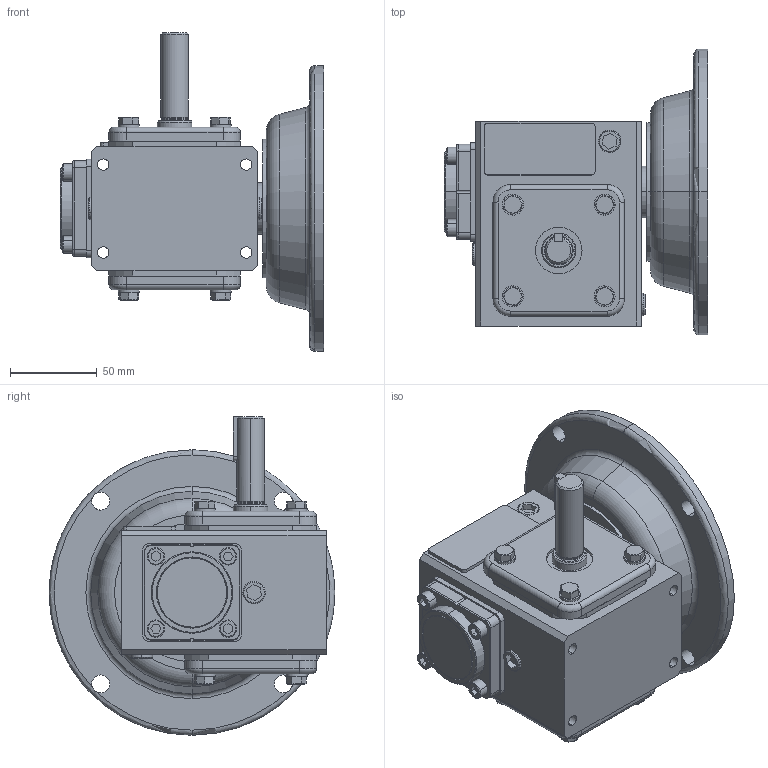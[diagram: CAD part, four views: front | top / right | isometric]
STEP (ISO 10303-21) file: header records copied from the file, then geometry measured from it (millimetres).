
FILE_DESCRIPTION (( 'STEP AP203' ), '1' );
FILE_NAME ('HdRF133-L-56C.STEP', '2013-10-03T07:28:30', ( 'User' ), ( 'Chenta' ), 'SwSTEP 2.0', 'SolidWorks 2011', '' );
FILE_SCHEMA (( 'CONFIG_CONTROL_DESIGN' ));
Length unit declared in the file: millimetre
Products named in the file (1): HdRF133-L-56C
Bounding box: 152 x 165 x 184.1 mm (x, y, z)
Surface area: 142868.4 mm2 (no closed solid volume)
Topology: 0 solids, 39 shells, 448 faces, 1198 edges, 805 vertices
Faces by surface type: plane 235, cylinder 127, cone 62, torus 24
Entity records: 14390 total; most frequent: CARTESIAN_POINT 2981, DIRECTION 2476, ORIENTED_EDGE 2093, EDGE_CURVE 1198, AXIS2_PLACEMENT_3D 894, VERTEX_POINT 805, VECTOR 688, LINE 688
